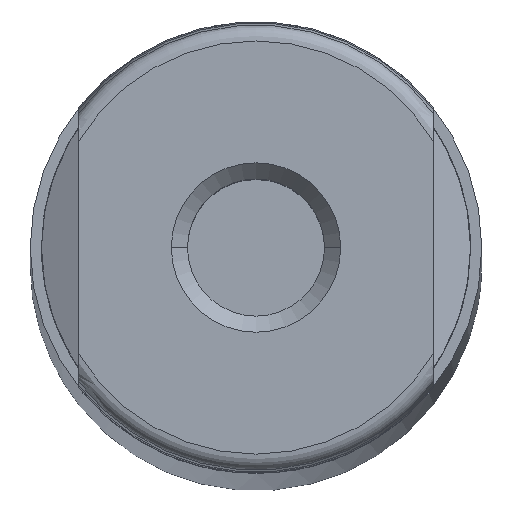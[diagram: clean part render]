
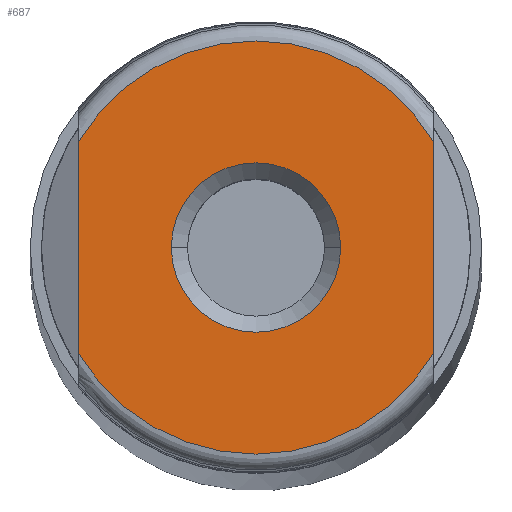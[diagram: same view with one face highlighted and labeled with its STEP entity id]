
A CAD part, top view. The second image highlights one B-rep face of the part: STEP entity #687.
In plain terms, the highlighted planar face has unit normal (0, 0, 1).
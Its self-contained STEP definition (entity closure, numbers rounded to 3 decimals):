
#5 = VERTEX_POINT ( 'NONE', #164 ) ;
#24 = CIRCLE ( 'NONE', #1285, 12.808 ) ;
#35 = CARTESIAN_POINT ( 'NONE',  ( 0., 0., 0. ) ) ;
#67 = CARTESIAN_POINT ( 'NONE',  ( -11., -14., 0. ) ) ;
#91 = EDGE_CURVE ( 'NONE', #1150, #1223, #1112, .T. ) ;
#130 = ORIENTED_EDGE ( 'NONE', *, *, #1132, .F. ) ;
#146 = DIRECTION ( 'NONE',  ( 0., 0., 1. ) ) ;
#164 = CARTESIAN_POINT ( 'NONE',  ( -11., 6.56, 0. ) ) ;
#169 = DIRECTION ( 'NONE',  ( 1., 0., 0. ) ) ;
#215 = DIRECTION ( 'NONE',  ( 0., 0., 1. ) ) ;
#254 = EDGE_LOOP ( 'NONE', ( #130, #950 ) ) ;
#278 = CARTESIAN_POINT ( 'NONE',  ( 0., 0., 0. ) ) ;
#349 = CIRCLE ( 'NONE', #1156, 12.808 ) ;
#390 = EDGE_CURVE ( 'NONE', #1259, #5, #778, .T. ) ;
#396 = VERTEX_POINT ( 'NONE', #1023 ) ;
#397 = DIRECTION ( 'NONE',  ( 0., 0., 1. ) ) ;
#451 = LINE ( 'NONE', #1090, #619 ) ;
#453 = PLANE ( 'NONE',  #645 ) ;
#455 = CARTESIAN_POINT ( 'NONE',  ( 0., 0., 0. ) ) ;
#463 = VECTOR ( 'NONE', #1033, 1000. ) ;
#555 = DIRECTION ( 'NONE',  ( 1., 0., 0. ) ) ;
#566 = DIRECTION ( 'NONE',  ( -1., 0., 0. ) ) ;
#592 = EDGE_LOOP ( 'NONE', ( #724, #880, #1068, #1268 ) ) ;
#619 = VECTOR ( 'NONE', #665, 1000. ) ;
#645 = AXIS2_PLACEMENT_3D ( 'NONE', #455, #985, #566 ) ;
#661 = CARTESIAN_POINT ( 'NONE',  ( 11., -6.56, 0. ) ) ;
#665 = DIRECTION ( 'NONE',  ( 0., 1., 0. ) ) ;
#678 = EDGE_CURVE ( 'NONE', #396, #5, #349, .T. ) ;
#684 = EDGE_CURVE ( 'NONE', #1344, #396, #451, .T. ) ;
#687 = ADVANCED_FACE ( 'NONE', ( #1057, #1236 ), #453, .F. ) ;
#712 = CARTESIAN_POINT ( 'NONE',  ( 5.25, 0., 0. ) ) ;
#724 = ORIENTED_EDGE ( 'NONE', *, *, #1281, .T. ) ;
#731 = DIRECTION ( 'NONE',  ( 1., 0., 0. ) ) ;
#735 = AXIS2_PLACEMENT_3D ( 'NONE', #278, #791, #169 ) ;
#749 = CARTESIAN_POINT ( 'NONE',  ( -11., -6.56, 0. ) ) ;
#778 = LINE ( 'NONE', #67, #463 ) ;
#791 = DIRECTION ( 'NONE',  ( 0., 0., 1. ) ) ;
#827 = DIRECTION ( 'NONE',  ( 1., 0., 0. ) ) ;
#880 = ORIENTED_EDGE ( 'NONE', *, *, #684, .T. ) ;
#918 = CARTESIAN_POINT ( 'NONE',  ( 0., 0., 0. ) ) ;
#937 = CARTESIAN_POINT ( 'NONE',  ( -5.25, 0., 0. ) ) ;
#950 = ORIENTED_EDGE ( 'NONE', *, *, #91, .F. ) ;
#985 = DIRECTION ( 'NONE',  ( 0., 0., -1. ) ) ;
#1023 = CARTESIAN_POINT ( 'NONE',  ( 11., 6.56, 0. ) ) ;
#1033 = DIRECTION ( 'NONE',  ( 0., 1., 0. ) ) ;
#1057 = FACE_BOUND ( 'NONE', #254, .T. ) ;
#1068 = ORIENTED_EDGE ( 'NONE', *, *, #678, .T. ) ;
#1090 = CARTESIAN_POINT ( 'NONE',  ( 11., -14., 0. ) ) ;
#1112 = CIRCLE ( 'NONE', #735, 5.25 ) ;
#1132 = EDGE_CURVE ( 'NONE', #1223, #1150, #1202, .T. ) ;
#1150 = VERTEX_POINT ( 'NONE', #937 ) ;
#1156 = AXIS2_PLACEMENT_3D ( 'NONE', #35, #146, #555 ) ;
#1161 = CARTESIAN_POINT ( 'NONE',  ( 0., 0., 0. ) ) ;
#1202 = CIRCLE ( 'NONE', #1349, 5.25 ) ;
#1223 = VERTEX_POINT ( 'NONE', #712 ) ;
#1236 = FACE_OUTER_BOUND ( 'NONE', #592, .T. ) ;
#1259 = VERTEX_POINT ( 'NONE', #749 ) ;
#1268 = ORIENTED_EDGE ( 'NONE', *, *, #390, .F. ) ;
#1281 = EDGE_CURVE ( 'NONE', #1259, #1344, #24, .T. ) ;
#1285 = AXIS2_PLACEMENT_3D ( 'NONE', #1161, #215, #731 ) ;
#1344 = VERTEX_POINT ( 'NONE', #661 ) ;
#1349 = AXIS2_PLACEMENT_3D ( 'NONE', #918, #397, #827 ) ;
